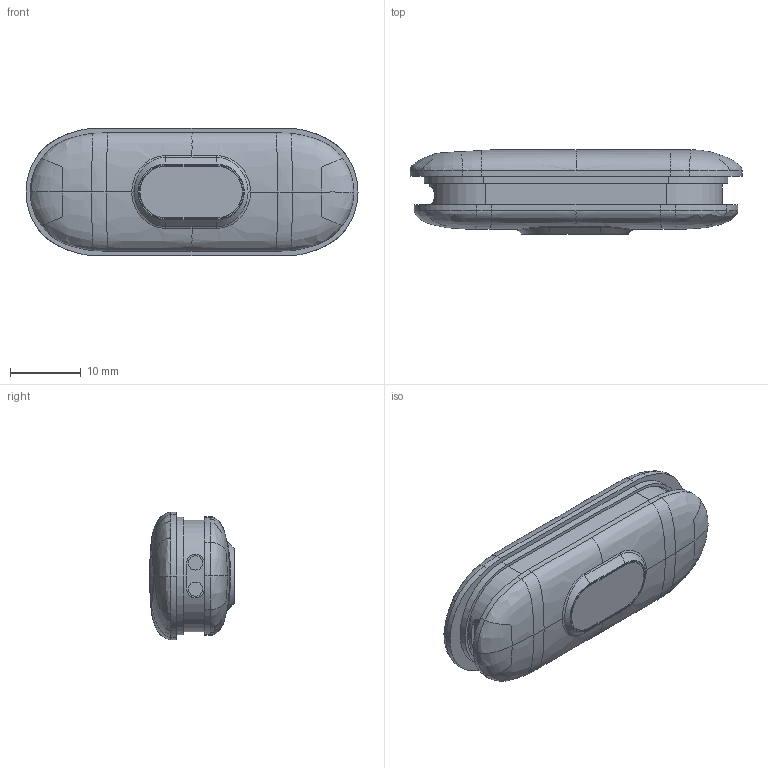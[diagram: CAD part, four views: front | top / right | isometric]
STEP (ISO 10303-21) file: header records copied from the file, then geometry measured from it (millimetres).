
FILE_DESCRIPTION((''),'2;1');
FILE_NAME('0-SHOUHUAN_ASM','2022-10-14T',('Administrator'),(''),'PRO/ENGINEER BY PARAMETRIC TECHNOLOGY CORPORATION, 2005030','PRO/ENGINEER BY PARAMETRIC TECHNOLOGY CORPORATION, 2005030','');
FILE_SCHEMA(('CONFIG_CONTROL_DESIGN','SHAPE_APPEARANCE_LAYERS_GROUPS'));
Length unit declared in the file: millimetre
Products named in the file (5): PRT0001; PRT0002; PRT0003; PRT0004; 0-SHOUHUAN_ASM
Assembly tree (5 placements, depth 2):
  0-SHOUHUAN_ASM
    PRT0001
    PRT0002
    PRT0003  x2
    PRT0004
Bounding box: 47 x 12 x 18.1 mm (x, y, z)
Volume: 2891.1 mm3; surface area: 5477.6 mm2
Topology: 5 solids, 5 shells, 323 faces, 839 edges, 547 vertices
Faces by surface type: plane 167, cylinder 69, bspline 55, extrusion 20, torus 8, cone 4
Entity records: 17827 total; most frequent: CARTESIAN_POINT 7950, ORIENTED_EDGE 1634, DIRECTION 1287, PRESENTATION_STYLE_ASSIGNMENT 821, STYLED_ITEM 821, CURVE_STYLE 817, EDGE_CURVE 817, VERTEX_POINT 533
